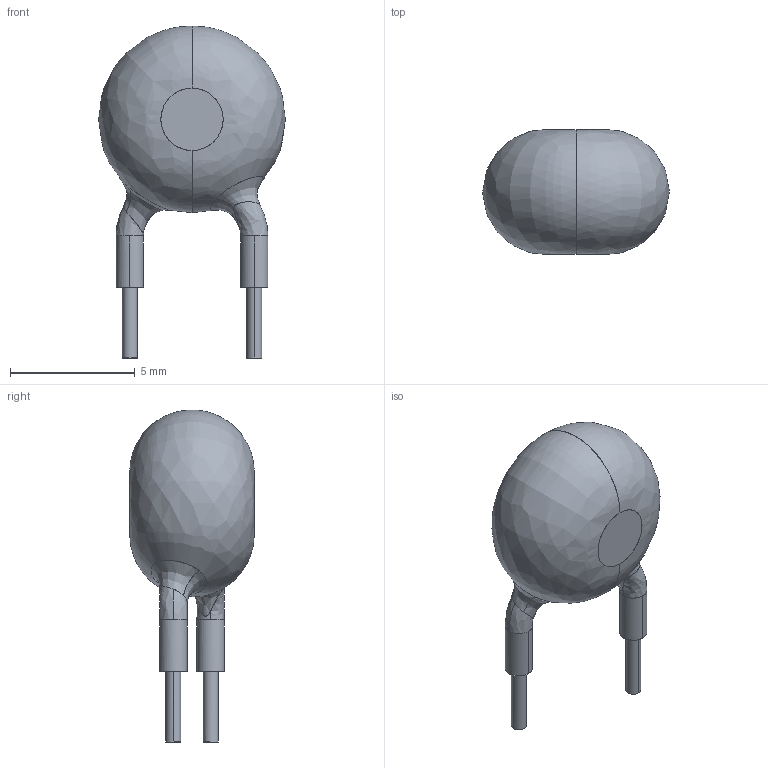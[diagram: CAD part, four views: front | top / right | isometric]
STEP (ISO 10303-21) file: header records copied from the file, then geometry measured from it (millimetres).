
FILE_DESCRIPTION(/* description */ (''),/* implementation_level */ '2;1');
FILE_NAME(/* name */ 'TH0DE7~1',/* time_stamp */ '2017-04-05T12:50:48+03:00',/* author */ (''),/* organization */ (''),/* preprocessor_version */ 'ST-DEVELOPER v15',/* originating_system */ '',/* authorisation */ '');
FILE_SCHEMA (('AUTOMOTIVE_DESIGN'));
Length unit declared in the file: centimetre
Products named in the file (1): Document
Bounding box: 7.5 x 5 x 13.33 mm (x, y, z)
Surface area: 186.3 mm2 (no closed solid volume)
Topology: 0 solids, 24 shells, 24 faces, 100 edges, 100 vertices
Faces by surface type: bspline 18, plane 6
Entity records: 1953 total; most frequent: CARTESIAN_POINT 1234, ORIENTED_EDGE 100, EDGE_CURVE 100, VERTEX_POINT 100, B_SPLINE_CURVE_WITH_KNOTS 30, EDGE_LOOP 28, COLOUR_RGB 24, FILL_AREA_STYLE_COLOUR 24
